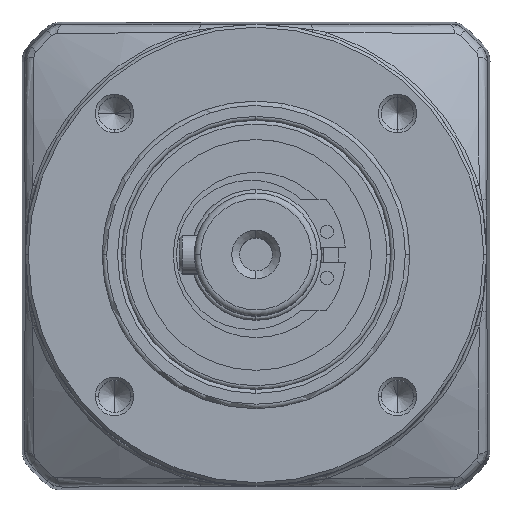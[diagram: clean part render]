
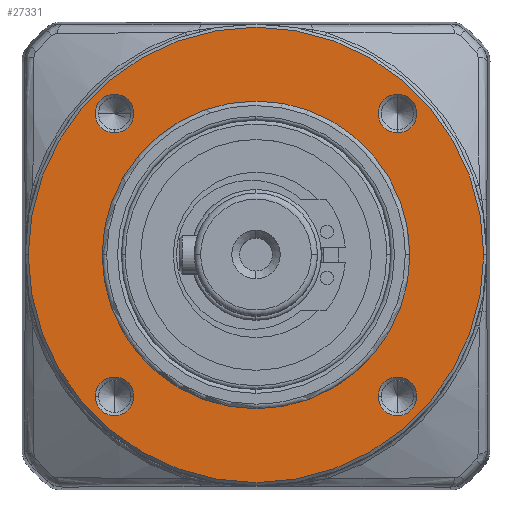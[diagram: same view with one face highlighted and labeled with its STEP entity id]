
A CAD part, top view. The second image highlights one B-rep face of the part: STEP entity #27331.
In plain terms, the highlighted planar face has unit normal (0, 0, 1).
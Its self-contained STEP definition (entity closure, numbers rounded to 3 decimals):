
#734 = VERTEX_POINT ( 'NONE', #2088 ) ;
#1067 = VERTEX_POINT ( 'NONE', #22901 ) ;
#1509 = CARTESIAN_POINT ( 'NONE',  ( -18.385, 18.385, 25.5 ) ) ;
#2088 = CARTESIAN_POINT ( 'NONE',  ( -18.385, 20.885, 25.5 ) ) ;
#2389 = CARTESIAN_POINT ( 'NONE',  ( 20.885, -18.385, 25.5 ) ) ;
#2415 = EDGE_CURVE ( 'NONE', #3570, #4779, #2772, .T. ) ;
#2675 = AXIS2_PLACEMENT_3D ( 'NONE', #20560, #7259, #22796 ) ;
#2751 = ORIENTED_EDGE ( 'NONE', *, *, #10309, .T. ) ;
#2772 = CIRCLE ( 'NONE', #3208, 2.5 ) ;
#3208 = AXIS2_PLACEMENT_3D ( 'NONE', #4953, #4914, #4889 ) ;
#3279 = AXIS2_PLACEMENT_3D ( 'NONE', #25453, #25418, #25385 ) ;
#3570 = VERTEX_POINT ( 'NONE', #2389 ) ;
#3638 = FACE_OUTER_BOUND ( 'NONE', #19391, .T. ) ;
#3719 = DIRECTION ( 'NONE',  ( 0., -1., 0. ) ) ;
#3867 = CARTESIAN_POINT ( 'NONE',  ( 18.385, 20.885, 25.5 ) ) ;
#4114 = DIRECTION ( 'NONE',  ( 0., 0., -1. ) ) ;
#4561 = AXIS2_PLACEMENT_3D ( 'NONE', #20206, #20171, #20167 ) ;
#4623 = CIRCLE ( 'NONE', #26664, 2.5 ) ;
#4699 = CARTESIAN_POINT ( 'NONE',  ( 20., 0., 25.5 ) ) ;
#4779 = VERTEX_POINT ( 'NONE', #9883 ) ;
#4889 = DIRECTION ( 'NONE',  ( 1., 0., 0. ) ) ;
#4914 = DIRECTION ( 'NONE',  ( 0., 0., -1. ) ) ;
#4953 = CARTESIAN_POINT ( 'NONE',  ( 18.385, -18.385, 25.5 ) ) ;
#5122 = ORIENTED_EDGE ( 'NONE', *, *, #24069, .T. ) ;
#5191 = ORIENTED_EDGE ( 'NONE', *, *, #7345, .T. ) ;
#5205 = ORIENTED_EDGE ( 'NONE', *, *, #10697, .T. ) ;
#5908 = AXIS2_PLACEMENT_3D ( 'NONE', #19511, #19483, #19448 ) ;
#6408 = AXIS2_PLACEMENT_3D ( 'NONE', #10762, #10755, #10729 ) ;
#7139 = CIRCLE ( 'NONE', #10185, 2.5 ) ;
#7143 = CIRCLE ( 'NONE', #28193, 29.6 ) ;
#7259 = DIRECTION ( 'NONE',  ( 0., 0., -1. ) ) ;
#7345 = EDGE_CURVE ( 'NONE', #22894, #21834, #4623, .T. ) ;
#7479 = VERTEX_POINT ( 'NONE', #11909 ) ;
#7716 = CARTESIAN_POINT ( 'NONE',  ( -15.885, -18.385, 25.5 ) ) ;
#8043 = CIRCLE ( 'NONE', #6408, 2.5 ) ;
#8064 = PLANE ( 'NONE',  #24309 ) ;
#8863 = FACE_BOUND ( 'NONE', #18665, .T. ) ;
#9559 = FACE_BOUND ( 'NONE', #17909, .T. ) ;
#9883 = CARTESIAN_POINT ( 'NONE',  ( 15.885, -18.385, 25.5 ) ) ;
#10011 = EDGE_CURVE ( 'NONE', #734, #1067, #15238, .T. ) ;
#10185 = AXIS2_PLACEMENT_3D ( 'NONE', #21100, #21059, #21028 ) ;
#10309 = EDGE_CURVE ( 'NONE', #18958, #17575, #16541, .T. ) ;
#10318 = DIRECTION ( 'NONE',  ( 0., 0., 1. ) ) ;
#10697 = EDGE_CURVE ( 'NONE', #21834, #22894, #17481, .T. ) ;
#10729 = DIRECTION ( 'NONE',  ( 1., 0., 0. ) ) ;
#10755 = DIRECTION ( 'NONE',  ( 0., 0., -1. ) ) ;
#10762 = CARTESIAN_POINT ( 'NONE',  ( -18.385, -18.385, 25.5 ) ) ;
#10828 = CIRCLE ( 'NONE', #13558, 2.5 ) ;
#11909 = CARTESIAN_POINT ( 'NONE',  ( -29.6, 0., 25.5 ) ) ;
#12314 = AXIS2_PLACEMENT_3D ( 'NONE', #13312, #13280, #13247 ) ;
#12576 = ORIENTED_EDGE ( 'NONE', *, *, #2415, .T. ) ;
#12831 = VERTEX_POINT ( 'NONE', #27328 ) ;
#12885 = AXIS2_PLACEMENT_3D ( 'NONE', #15710, #15656, #15624 ) ;
#12908 = CARTESIAN_POINT ( 'NONE',  ( -20., 0., 25.5 ) ) ;
#13247 = DIRECTION ( 'NONE',  ( 0., -1., 0. ) ) ;
#13280 = DIRECTION ( 'NONE',  ( 0., 0., -1. ) ) ;
#13312 = CARTESIAN_POINT ( 'NONE',  ( 18.385, 18.385, 25.5 ) ) ;
#13333 = DIRECTION ( 'NONE',  ( 0., -1., 0. ) ) ;
#13368 = DIRECTION ( 'NONE',  ( 0., 0., -1. ) ) ;
#13392 = CARTESIAN_POINT ( 'NONE',  ( 18.385, 18.385, 25.5 ) ) ;
#13558 = AXIS2_PLACEMENT_3D ( 'NONE', #1509, #17039, #3719 ) ;
#14888 = EDGE_CURVE ( 'NONE', #27070, #25819, #21049, .T. ) ;
#15238 = CIRCLE ( 'NONE', #5908, 2.5 ) ;
#15589 = EDGE_CURVE ( 'NONE', #25819, #27070, #8043, .T. ) ;
#15624 = DIRECTION ( 'NONE',  ( -1., 0., 0. ) ) ;
#15656 = DIRECTION ( 'NONE',  ( 0., 0., -1. ) ) ;
#15710 = CARTESIAN_POINT ( 'NONE',  ( 0., 0., 25.5 ) ) ;
#16251 = EDGE_LOOP ( 'NONE', ( #28441, #27926 ) ) ;
#16457 = EDGE_CURVE ( 'NONE', #17575, #18958, #20173, .T. ) ;
#16541 = CIRCLE ( 'NONE', #12885, 20. ) ;
#16863 = EDGE_CURVE ( 'NONE', #4779, #3570, #7139, .T. ) ;
#16914 = CARTESIAN_POINT ( 'NONE',  ( 0., 0., 25.5 ) ) ;
#17039 = DIRECTION ( 'NONE',  ( 0., 0., -1. ) ) ;
#17424 = CARTESIAN_POINT ( 'NONE',  ( 0., 0., 25.5 ) ) ;
#17481 = CIRCLE ( 'NONE', #12314, 2.5 ) ;
#17575 = VERTEX_POINT ( 'NONE', #12908 ) ;
#17909 = EDGE_LOOP ( 'NONE', ( #26276, #2751 ) ) ;
#18435 = ORIENTED_EDGE ( 'NONE', *, *, #16863, .T. ) ;
#18665 = EDGE_LOOP ( 'NONE', ( #12576, #18435 ) ) ;
#18958 = VERTEX_POINT ( 'NONE', #4699 ) ;
#19372 = EDGE_LOOP ( 'NONE', ( #5191, #5205 ) ) ;
#19391 = EDGE_LOOP ( 'NONE', ( #20090, #23732 ) ) ;
#19448 = DIRECTION ( 'NONE',  ( 0., -1., 0. ) ) ;
#19483 = DIRECTION ( 'NONE',  ( 0., 0., -1. ) ) ;
#19511 = CARTESIAN_POINT ( 'NONE',  ( -18.385, 18.385, 25.5 ) ) ;
#19657 = DIRECTION ( 'NONE',  ( -1., 0., 0. ) ) ;
#20090 = ORIENTED_EDGE ( 'NONE', *, *, #20488, .F. ) ;
#20167 = DIRECTION ( 'NONE',  ( 1., 0., 0. ) ) ;
#20171 = DIRECTION ( 'NONE',  ( 0., 0., -1. ) ) ;
#20173 = CIRCLE ( 'NONE', #3279, 20. ) ;
#20206 = CARTESIAN_POINT ( 'NONE',  ( -18.385, -18.385, 25.5 ) ) ;
#20488 = EDGE_CURVE ( 'NONE', #7479, #12831, #27121, .T. ) ;
#20560 = CARTESIAN_POINT ( 'NONE',  ( 0., 0., 25.5 ) ) ;
#20647 = FACE_BOUND ( 'NONE', #16251, .T. ) ;
#20712 = EDGE_LOOP ( 'NONE', ( #5122, #26793 ) ) ;
#21028 = DIRECTION ( 'NONE',  ( 1., 0., 0. ) ) ;
#21049 = CIRCLE ( 'NONE', #4561, 2.5 ) ;
#21059 = DIRECTION ( 'NONE',  ( 0., 0., -1. ) ) ;
#21100 = CARTESIAN_POINT ( 'NONE',  ( 18.385, -18.385, 25.5 ) ) ;
#21834 = VERTEX_POINT ( 'NONE', #3867 ) ;
#22796 = DIRECTION ( 'NONE',  ( -1., 0., 0. ) ) ;
#22894 = VERTEX_POINT ( 'NONE', #22920 ) ;
#22901 = CARTESIAN_POINT ( 'NONE',  ( -18.385, 15.885, 25.5 ) ) ;
#22920 = CARTESIAN_POINT ( 'NONE',  ( 18.385, 15.885, 25.5 ) ) ;
#23732 = ORIENTED_EDGE ( 'NONE', *, *, #24194, .F. ) ;
#24069 = EDGE_CURVE ( 'NONE', #1067, #734, #10828, .T. ) ;
#24194 = EDGE_CURVE ( 'NONE', #12831, #7479, #7143, .T. ) ;
#24309 = AXIS2_PLACEMENT_3D ( 'NONE', #16914, #10318, #25797 ) ;
#25141 = FACE_BOUND ( 'NONE', #20712, .T. ) ;
#25385 = DIRECTION ( 'NONE',  ( -1., 0., 0. ) ) ;
#25418 = DIRECTION ( 'NONE',  ( 0., 0., -1. ) ) ;
#25453 = CARTESIAN_POINT ( 'NONE',  ( 0., 0., 25.5 ) ) ;
#25797 = DIRECTION ( 'NONE',  ( 1., 0., 0. ) ) ;
#25819 = VERTEX_POINT ( 'NONE', #7716 ) ;
#26276 = ORIENTED_EDGE ( 'NONE', *, *, #16457, .T. ) ;
#26475 = CARTESIAN_POINT ( 'NONE',  ( -20.885, -18.385, 25.5 ) ) ;
#26500 = FACE_BOUND ( 'NONE', #19372, .T. ) ;
#26664 = AXIS2_PLACEMENT_3D ( 'NONE', #13392, #13368, #13333 ) ;
#26793 = ORIENTED_EDGE ( 'NONE', *, *, #10011, .T. ) ;
#27070 = VERTEX_POINT ( 'NONE', #26475 ) ;
#27121 = CIRCLE ( 'NONE', #2675, 29.6 ) ;
#27328 = CARTESIAN_POINT ( 'NONE',  ( 29.6, 0., 25.5 ) ) ;
#27331 = ADVANCED_FACE ( 'NONE', ( #8863, #20647, #25141, #26500, #3638, #9559 ), #8064, .T. ) ;
#27926 = ORIENTED_EDGE ( 'NONE', *, *, #14888, .T. ) ;
#28193 = AXIS2_PLACEMENT_3D ( 'NONE', #17424, #4114, #19657 ) ;
#28441 = ORIENTED_EDGE ( 'NONE', *, *, #15589, .T. ) ;
